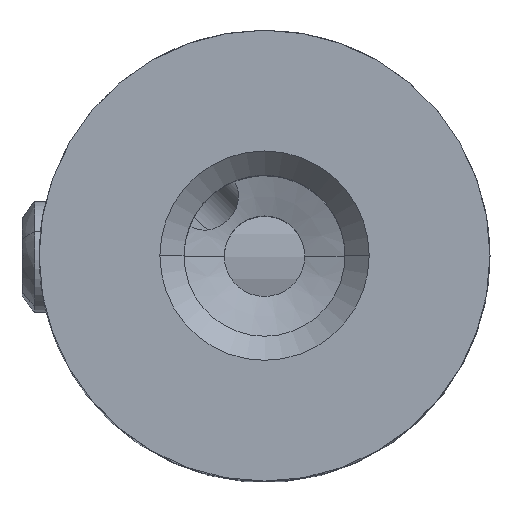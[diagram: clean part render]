
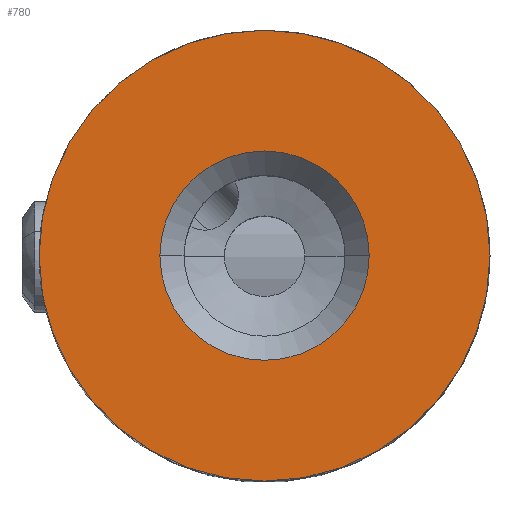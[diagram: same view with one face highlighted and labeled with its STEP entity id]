
A CAD part, top view. The second image highlights one B-rep face of the part: STEP entity #780.
In plain terms, the highlighted planar face has unit normal (0, 0, 1).
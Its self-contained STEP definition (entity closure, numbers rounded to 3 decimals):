
#780=ADVANCED_FACE('NONE',(#2007,#2008),#2009,.F.);
#826=EDGE_CURVE('NONE',#894,#1382,#2060,.T.);
#894=VERTEX_POINT('NONE',#2137);
#1322=VERTEX_POINT('NONE',#2605);
#1326=EDGE_CURVE('NONE',#1322,#1684,#2609,.T.);
#1382=VERTEX_POINT('NONE',#2673);
#1500=EDGE_CURVE('NONE',#1684,#1322,#2804,.T.);
#1684=VERTEX_POINT('NONE',#3009);
#1806=EDGE_CURVE('NONE',#1382,#894,#3143,.T.);
#2007=FACE_OUTER_BOUND('',#3430,.T.);
#2008=FACE_BOUND('',#3431,.T.);
#2009=PLANE('',#3432);
#2060=CIRCLE('',#3548,7.0);
#2137=CARTESIAN_POINT('',(-7.0,0.,0.0));
#2605=CARTESIAN_POINT('',(3.25,0.0,0.));
#2609=CIRCLE('',#4489,3.25);
#2673=CARTESIAN_POINT('',(7.0,0.0,0.0));
#2804=CIRCLE('',#4786,3.25);
#3009=CARTESIAN_POINT('',(-3.25,0.,0.));
#3143=CIRCLE('',#5471,7.0);
#3430=EDGE_LOOP('',(#5687,#5688));
#3431=EDGE_LOOP('',(#5689,#5690));
#3432=AXIS2_PLACEMENT_3D('',#5691,#5692,#5693);
#3548=AXIS2_PLACEMENT_3D('',#5760,#5761,#5762);
#4489=AXIS2_PLACEMENT_3D('',#6383,#6384,#6385);
#4786=AXIS2_PLACEMENT_3D('',#6659,#6660,#6661);
#5471=AXIS2_PLACEMENT_3D('',#7062,#7063,#7064);
#5687=ORIENTED_EDGE('',*,*,#1806,.T.);
#5688=ORIENTED_EDGE('',*,*,#826,.T.);
#5689=ORIENTED_EDGE('',*,*,#1326,.T.);
#5690=ORIENTED_EDGE('',*,*,#1500,.T.);
#5691=CARTESIAN_POINT('',(0.0,0.0,0.0));
#5692=DIRECTION('',(0.0,0.0,-1.0));
#5693=DIRECTION('',(0.0,1.0,0.0));
#5760=CARTESIAN_POINT('',(0.0,0.0,0.0));
#5761=DIRECTION('',(0.0,0.0,1.0));
#5762=DIRECTION('',(1.0,0.0,0.0));
#6383=CARTESIAN_POINT('',(0.0,0.0,0.0));
#6384=DIRECTION('',(0.0,0.0,-1.0));
#6385=DIRECTION('',(-1.0,0.0,0.0));
#6659=CARTESIAN_POINT('',(0.0,0.0,0.0));
#6660=DIRECTION('',(0.0,0.0,-1.0));
#6661=DIRECTION('',(-1.0,0.0,0.0));
#7062=CARTESIAN_POINT('',(0.0,0.0,0.0));
#7063=DIRECTION('',(0.0,0.0,1.0));
#7064=DIRECTION('',(1.0,0.0,0.0));
